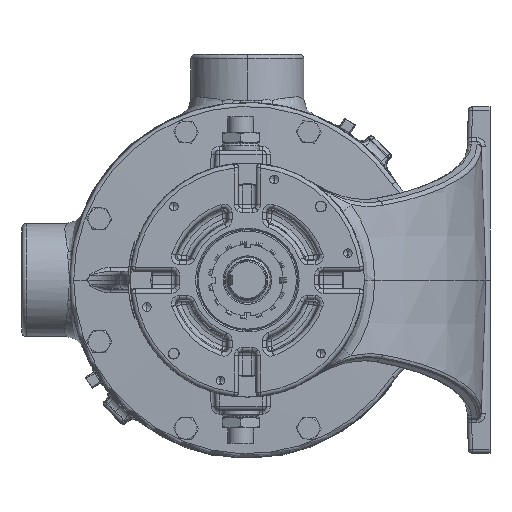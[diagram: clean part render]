
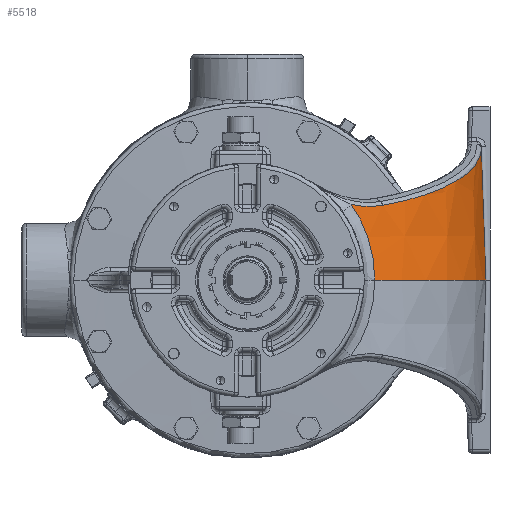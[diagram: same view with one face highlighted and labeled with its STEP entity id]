
A CAD part, left-side view. The second image highlights one B-rep face of the part: STEP entity #5518.
In plain terms, the highlighted conical face has half-angle 2 degrees and reference radius 133.35 mm.
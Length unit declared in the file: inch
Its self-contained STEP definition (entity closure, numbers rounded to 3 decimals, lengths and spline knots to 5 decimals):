
#519 = EDGE_CURVE ( 'Defeatured_0_495+Defeatured_0_510+Defeatured_0_461+Defeatured_0_558', #155115, #51877, #133902, .T. ) ;
#2265 = CARTESIAN_POINT ( 'NONE',  ( -7.75259, -6.43076, 3.15095 ) ) ;
#3466 = CARTESIAN_POINT ( 'NONE',  ( -6.724, -6.69212, 3.51661 ) ) ;
#4273 = FACE_OUTER_BOUND ( 'NONE', #142319, .T. ) ;
#5115 = EDGE_CURVE ( 'Defeatured_0_558+Defeatured_0_510+Defeatured_0_495+Defeatured_0_559', #51877, #52726, #20429, .T. ) ;
#5518 = ADVANCED_FACE ( 'Defeatured_0_510', ( #4273 ), #102953, .T. ) ;
#7496 = CARTESIAN_POINT ( 'NONE',  ( -10.73613, -3.676, 0. ) ) ;
#8078 = CARTESIAN_POINT ( 'NONE',  ( -10.7777, -3.44568, 1.3345 ) ) ;
#8968 = ORIENTED_EDGE ( 'NONE', *, *, #519, .F. ) ;
#8973 = CARTESIAN_POINT ( 'NONE',  ( -9.87892, -4.92742, 2.39491 ) ) ;
#11635 = CARTESIAN_POINT ( 'NONE',  ( -9.79917, -5.01981, 2.42327 ) ) ;
#15391 = CARTESIAN_POINT ( 'NONE',  ( -8.7071, -5.95235, 2.81159 ) ) ;
#16026 = CARTESIAN_POINT ( 'NONE',  ( -7.5302, -6.5078, 3.23001 ) ) ;
#20429 = B_SPLINE_CURVE_WITH_KNOTS ( 'NONE', 3,
 ( #149175, #57339, #183277, #65371, #94778, #130906, #109932, #154304, #137138, #130271, #8973, #11635, #79966, #27969, #63569, #86142, #176843, #172458, #15391, #121417, #71160, #2265, #16026, #103739, #110161, #83065, #89886, #104970, #3466, #155536, #185154, #44180 ),
 .UNSPECIFIED., .F., .F.,
 ( 4, 2, 2, 2, 2, 2, 2, 2, 2, 2, 2, 2, 2, 2, 2, 4 ),
 ( 0., 0.00479, 0.00958, 0.01916, 0.02874, 0.03353, 0.03832, 0.05747, 0.06705, 0.07663, 0.09579, 0.11495, 0.11974, 0.12453, 0.13411, 0.15326 ),
 .UNSPECIFIED. ) ;
#21140 = LINE ( 'NONE', #45552, #165000 ) ;
#22501 = CARTESIAN_POINT ( 'NONE',  ( -10.79723, -3.37333, 1.51522 ) ) ;
#27969 = CARTESIAN_POINT ( 'NONE',  ( -9.55253, -5.28736, 2.51098 ) ) ;
#29314 = DIRECTION ( 'NONE',  ( 0., 0., 1. ) ) ;
#30058 = CARTESIAN_POINT ( 'NONE',  ( -10.8491, -3.14583, 2.15602 ) ) ;
#30741 = EDGE_CURVE ( 'Defeatured_0_460+Defeatured_0_510+Defeatured_0_459+Defeatured_0_461', #88624, #155115, #79223, .T. ) ;
#36965 = CARTESIAN_POINT ( 'NONE',  ( -10.81327, -3.31341, 1.64799 ) ) ;
#37183 = AXIS2_PLACEMENT_3D ( 'NONE', #115264, #29314, #129747 ) ;
#44180 = CARTESIAN_POINT ( 'NONE',  ( -5.90122, -6.74698, 3.80907 ) ) ;
#45552 = CARTESIAN_POINT ( 'NONE',  ( -5.90122, -6.88, 0. ) ) ;
#46589 = CARTESIAN_POINT ( 'NONE',  ( -10.55162, -3.89971, 2.15569 ) ) ;
#47972 = CARTESIAN_POINT ( 'NONE',  ( -5.90122, -6.74698, 3.80907 ) ) ;
#50674 = CARTESIAN_POINT ( 'NONE',  ( -10.73072, -3.67129, 0.1954 ) ) ;
#51269 = CARTESIAN_POINT ( 'NONE',  ( -10.86688, -3.10626, 2.02993 ) ) ;
#51877 = VERTEX_POINT ( 'NONE', #46589 ) ;
#52726 = VERTEX_POINT ( 'NONE', #47972 ) ;
#55341 = CARTESIAN_POINT ( 'NONE',  ( -10.55162, -3.89971, 2.15569 ) ) ;
#57339 = CARTESIAN_POINT ( 'NONE',  ( -10.52407, -3.95537, 2.16549 ) ) ;
#63242 = CARTESIAN_POINT ( 'NONE',  ( -10.73613, -3.676, 0. ) ) ;
#63569 = CARTESIAN_POINT ( 'NONE',  ( -9.37708, -5.45133, 2.57337 ) ) ;
#65087 = CARTESIAN_POINT ( 'NONE',  ( -10.72906, -3.65779, 0.38945 ) ) ;
#65371 = CARTESIAN_POINT ( 'NONE',  ( -10.43656, -4.11948, 2.19661 ) ) ;
#65449 = CARTESIAN_POINT ( 'NONE',  ( -10.68816, -3.60537, 2.12023 ) ) ;
#65488 = VERTEX_POINT ( 'NONE', #143720 ) ;
#66583 = DIRECTION ( 'NONE',  ( 0., 0., -1. ) ) ;
#71160 = CARTESIAN_POINT ( 'NONE',  ( -8.18659, -6.24599, 2.99665 ) ) ;
#77766 = CARTESIAN_POINT ( 'NONE',  ( -10.80018, -3.30097, 2.1346 ) ) ;
#78987 = CARTESIAN_POINT ( 'NONE',  ( -10.77359, -3.37765, 2.12816 ) ) ;
#79223 = B_SPLINE_CURVE_WITH_KNOTS ( 'NONE', 3,
 ( #7496, #93301, #136840, #50674, #151340, #65087, #165734, #79477, #180315, #93879, #8078, #108437, #22501, #122931, #36965, #137477, #51269, #151929 ),
 .UNSPECIFIED., .F., .F.,
 ( 4, 2, 2, 2, 2, 2, 2, 2, 4 ),
 ( 0., 0.00373, 0.00746, 0.01491, 0.02983, 0.03729, 0.04102, 0.04474, 0.05966 ),
 .UNSPECIFIED. ) ;
#79477 = CARTESIAN_POINT ( 'NONE',  ( -10.73655, -3.60488, 0.77317 ) ) ;
#79966 = CARTESIAN_POINT ( 'NONE',  ( -9.75862, -5.06513, 2.43769 ) ) ;
#83065 = CARTESIAN_POINT ( 'NONE',  ( -7.07295, -6.62631, 3.39257 ) ) ;
#86034 = EDGE_CURVE ( 'Defeatured_0_585+Defeatured_0_510+Defeatured_0_559+Defeatured_0_584', #52726, #65488, #21140, .T. ) ;
#86142 = CARTESIAN_POINT ( 'NONE',  ( -9.0987, -5.67744, 2.67235 ) ) ;
#86593 = CARTESIAN_POINT ( 'NONE',  ( -10.89257, -2.9913, 2.18638 ) ) ;
#88312 = ORIENTED_EDGE ( 'NONE', *, *, #86034, .F. ) ;
#88624 = VERTEX_POINT ( 'NONE', #63242 ) ;
#88717 = DIRECTION ( 'NONE',  ( 0., -0.035, -0.999 ) ) ;
#89886 = CARTESIAN_POINT ( 'NONE',  ( -7.0149, -6.63884, 3.4132 ) ) ;
#91124 = DIRECTION ( 'NONE',  ( 1., 0., 0. ) ) ;
#93301 = CARTESIAN_POINT ( 'NONE',  ( -10.73431, -3.67594, 0.0489 ) ) ;
#93879 = CARTESIAN_POINT ( 'NONE',  ( -10.76905, -3.47768, 1.24253 ) ) ;
#94778 = CARTESIAN_POINT ( 'NONE',  ( -10.40611, -4.1734, 2.20744 ) ) ;
#97186 = CIRCLE ( 'NONE', #37183, 5.25 ) ;
#102953 = CONICAL_SURFACE ( 'NONE', #107303, 5.25, 0.035 ) ;
#103739 = CARTESIAN_POINT ( 'NONE',  ( -7.24548, -6.5849, 3.33123 ) ) ;
#104970 = CARTESIAN_POINT ( 'NONE',  ( -6.84058, -6.67328, 3.47517 ) ) ;
#107303 = AXIS2_PLACEMENT_3D ( 'NONE', #145431, #66583, #91124 ) ;
#107307 = CARTESIAN_POINT ( 'NONE',  ( -10.83722, -3.18479, 2.14994 ) ) ;
#108437 = CARTESIAN_POINT ( 'NONE',  ( -10.79216, -3.39213, 1.47027 ) ) ;
#109932 = CARTESIAN_POINT ( 'NONE',  ( -10.24591, -4.43664, 2.26441 ) ) ;
#110161 = CARTESIAN_POINT ( 'NONE',  ( -7.1882, -6.59935, 3.3516 ) ) ;
#115264 = CARTESIAN_POINT ( 'NONE',  ( -5.90122, -1.63, 0. ) ) ;
#121417 = CARTESIAN_POINT ( 'NONE',  ( -8.39822, -6.13827, 2.92141 ) ) ;
#122931 = CARTESIAN_POINT ( 'NONE',  ( -10.80779, -3.33397, 1.60409 ) ) ;
#127001 = CARTESIAN_POINT ( 'NONE',  ( -10.62368, -3.7541, 2.13007 ) ) ;
#129747 = DIRECTION ( 'NONE',  ( 1., 0., 0. ) ) ;
#130271 = CARTESIAN_POINT ( 'NONE',  ( -9.91818, -4.88026, 2.38095 ) ) ;
#130906 = CARTESIAN_POINT ( 'NONE',  ( -10.31213, -4.33299, 2.24086 ) ) ;
#133774 = EDGE_CURVE ( 'Defeatured_0_510+Defeatured_0_509+Defeatured_0_460+Defeatured_0_585', #88624, #65488, #97186, .T. ) ;
#133902 = B_SPLINE_CURVE_WITH_KNOTS ( 'NONE', 3,
 ( #86593, #178199, #136379, #30058, #107307, #77766, #78987, #65449, #127001, #55341 ),
 .UNSPECIFIED., .F., .F.,
 ( 4, 2, 2, 2, 4 ),
 ( 0.01694, 0.02007, 0.0232, 0.02945, 0.04196 ),
 .UNSPECIFIED. ) ;
#136379 = CARTESIAN_POINT ( 'NONE',  ( -10.87167, -3.06837, 2.1699 ) ) ;
#136840 = CARTESIAN_POINT ( 'NONE',  ( -10.73286, -3.67498, 0.09785 ) ) ;
#137138 = CARTESIAN_POINT ( 'NONE',  ( -10.03324, -4.73686, 2.34004 ) ) ;
#137477 = CARTESIAN_POINT ( 'NONE',  ( -10.84151, -3.20618, 1.86487 ) ) ;
#142319 = EDGE_LOOP ( 'NONE', ( #148418, #88312, #155242, #8968, #177878 ) ) ;
#143720 = CARTESIAN_POINT ( 'NONE',  ( -5.90122, -6.88, 0. ) ) ;
#145431 = CARTESIAN_POINT ( 'NONE',  ( -5.90122, -1.63, 0. ) ) ;
#148418 = ORIENTED_EDGE ( 'NONE', *, *, #133774, .T. ) ;
#149175 = CARTESIAN_POINT ( 'NONE',  ( -10.55162, -3.89971, 2.15569 ) ) ;
#151340 = CARTESIAN_POINT ( 'NONE',  ( -10.73003, -3.66857, 0.24402 ) ) ;
#151929 = CARTESIAN_POINT ( 'NONE',  ( -10.89257, -2.9913, 2.18638 ) ) ;
#154304 = CARTESIAN_POINT ( 'NONE',  ( -10.10646, -4.63858, 2.314 ) ) ;
#155115 = VERTEX_POINT ( 'NONE', #181526 ) ;
#155242 = ORIENTED_EDGE ( 'NONE', *, *, #5115, .F. ) ;
#155536 = CARTESIAN_POINT ( 'NONE',  ( -6.37321, -6.7365, 3.6413 ) ) ;
#165000 = VECTOR ( 'NONE', #88717, 39.37008 ) ;
#165734 = CARTESIAN_POINT ( 'NONE',  ( -10.72988, -3.64715, 0.48582 ) ) ;
#172458 = CARTESIAN_POINT ( 'NONE',  ( -8.8076, -5.88692, 2.77586 ) ) ;
#176843 = CARTESIAN_POINT ( 'NONE',  ( -9.00337, -5.74948, 2.70625 ) ) ;
#177878 = ORIENTED_EDGE ( 'NONE', *, *, #30741, .F. ) ;
#178199 = CARTESIAN_POINT ( 'NONE',  ( -10.88239, -3.02978, 2.17772 ) ) ;
#180315 = CARTESIAN_POINT ( 'NONE',  ( -10.74659, -3.56302, 0.96242 ) ) ;
#181526 = CARTESIAN_POINT ( 'NONE',  ( -10.89257, -2.9913, 2.18638 ) ) ;
#183277 = CARTESIAN_POINT ( 'NONE',  ( -10.49555, -4.01045, 2.17563 ) ) ;
#185154 = CARTESIAN_POINT ( 'NONE',  ( -6.13793, -6.74992, 3.72493 ) ) ;
